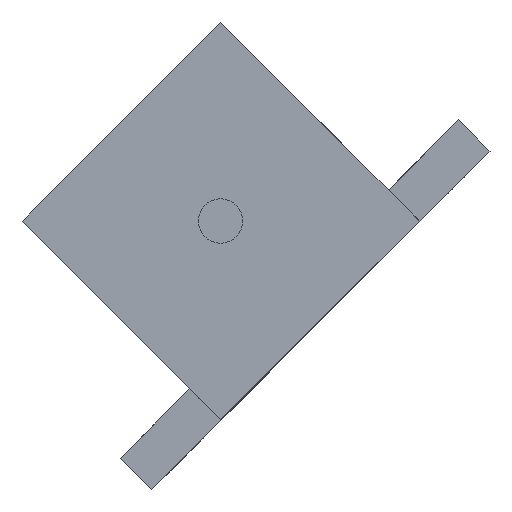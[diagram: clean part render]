
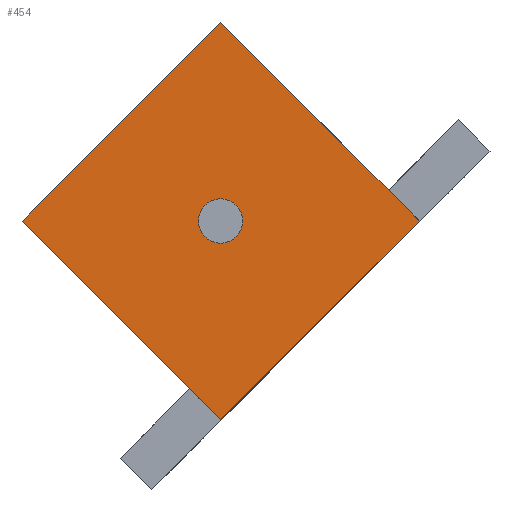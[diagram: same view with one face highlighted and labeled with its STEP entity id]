
A CAD part, front view. The second image highlights one B-rep face of the part: STEP entity #454.
In plain terms, the highlighted planar face has unit normal (0, -1, 0).
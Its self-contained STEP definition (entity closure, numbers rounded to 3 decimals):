
#25=FACE_BOUND('',#106,.T.);
#41=CIRCLE('',#485,1.6);
#69=FACE_OUTER_BOUND('',#105,.T.);
#105=EDGE_LOOP('',(#399,#400,#401,#402));
#106=EDGE_LOOP('',(#403));
#140=LINE('',#706,#184);
#145=LINE('',#715,#189);
#150=LINE('',#740,#194);
#151=LINE('',#742,#195);
#184=VECTOR('',#576,10.);
#189=VECTOR('',#583,10.);
#194=VECTOR('',#612,10.);
#195=VECTOR('',#615,10.);
#225=VERTEX_POINT('',#703);
#226=VERTEX_POINT('',#705);
#229=VERTEX_POINT('',#713);
#232=VERTEX_POINT('',#723);
#237=VERTEX_POINT('',#738);
#277=EDGE_CURVE('',#226,#225,#140,.T.);
#282=EDGE_CURVE('',#225,#229,#145,.T.);
#286=EDGE_CURVE('',#232,#232,#41,.T.);
#292=EDGE_CURVE('',#229,#237,#150,.T.);
#293=EDGE_CURVE('',#237,#226,#151,.T.);
#399=ORIENTED_EDGE('',*,*,#277,.T.);
#400=ORIENTED_EDGE('',*,*,#282,.T.);
#401=ORIENTED_EDGE('',*,*,#292,.T.);
#402=ORIENTED_EDGE('',*,*,#293,.T.);
#403=ORIENTED_EDGE('',*,*,#286,.T.);
#428=PLANE('',#495);
#454=ADVANCED_FACE('',(#69,#25),#428,.T.);
#485=AXIS2_PLACEMENT_3D('',#724,#592,#593);
#495=AXIS2_PLACEMENT_3D('',#744,#617,#618);
#576=DIRECTION('',(0.707,0.,-0.707));
#583=DIRECTION('',(0.707,0.,0.707));
#592=DIRECTION('center_axis',(0.,1.,0.));
#593=DIRECTION('ref_axis',(0.707,0.,0.707));
#612=DIRECTION('',(-0.707,0.,0.707));
#615=DIRECTION('',(-0.707,0.,-0.707));
#617=DIRECTION('center_axis',(0.,-1.,0.));
#618=DIRECTION('ref_axis',(-0.707,0.,-0.707));
#703=CARTESIAN_POINT('',(-0.746,-83.707,-15.488));
#705=CARTESIAN_POINT('',(-15.101,-83.707,-1.134));
#706=CARTESIAN_POINT('',(-15.101,-83.707,-1.134));
#713=CARTESIAN_POINT('',(13.608,-83.707,-1.134));
#715=CARTESIAN_POINT('',(-0.746,-83.707,-15.488));
#723=CARTESIAN_POINT('',(-1.878,-83.707,-2.265));
#724=CARTESIAN_POINT('Origin',(-0.746,-83.707,-1.134));
#738=CARTESIAN_POINT('',(-0.746,-83.707,13.22));
#740=CARTESIAN_POINT('',(13.608,-83.707,-1.134));
#742=CARTESIAN_POINT('',(-0.746,-83.707,13.22));
#744=CARTESIAN_POINT('Origin',(-0.746,-83.707,-1.134));
